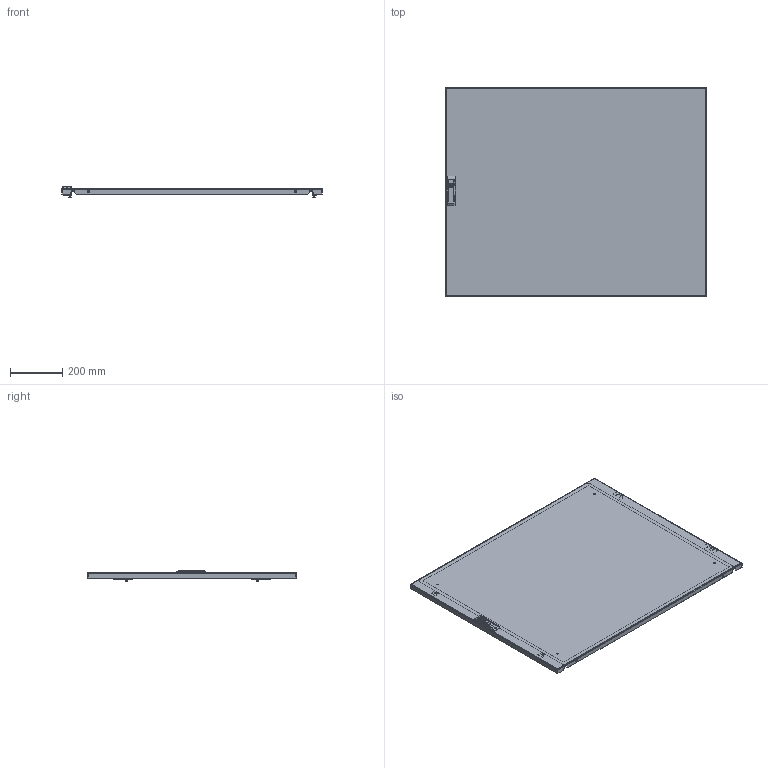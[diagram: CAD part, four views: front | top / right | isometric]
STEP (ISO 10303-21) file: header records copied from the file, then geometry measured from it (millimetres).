
FILE_DESCRIPTION (( 'STEP AP203' ), '1' );
FILE_NAME ('R5CPME10800.00.step', '2013-11-12T13:53:16', ( 'User' ), ( 'DKC' ), 'SwSTEP 2.0', 'SolidWorks 2012', '' );
FILE_SCHEMA (( 'CONFIG_CONTROL_DESIGN' ));
Products named in the file (25): AC00C387; A2200018_A2200018; AC00C390_AC00C390; AC00C368; AC00C358; BOX14; A1100004; AC00C388_AC00C388; A7100032_A7100032; AC00C389_AC00C389; AC00C504_AC00C505; A3100004_Dado M6 UNI 5588 znct; AC00C400; Guarnizione CPME_Guarnizione CPME 1000x800; QE02T237G; AC00C061_AC00C061; AC00C720; A5100043_A5100043; QE02C237_Piegato; R5CPME10800.00; AC00C180; AC00C254; A0200018; AC00C579; AC00C112
Assembly tree (46 placements, depth 3):
  R5CPME10800.00
    QE02T237G
      QE02C237_Piegato
      A5100043_A5100043  x6
      AC00C720  x2
      AC00C061_AC00C061  x2
    Guarnizione CPME_Guarnizione CPME 1000x800
    AC00C400  x2
    A3100004_Dado M6 UNI 5588 znct  x2
    BOX14
      AC00C504_AC00C505
      AC00C389_AC00C389
      A7100032_A7100032
      AC00C388_AC00C388
      A1100004
    AC00C358
    AC00C368
    AC00C390_AC00C390  x2
    A2200018_A2200018  x4
    AC00C387
    AC00C112  x4
    AC00C579  x2
    A0200018  x4
    AC00C254  x2
    AC00C180  x2
Bounding box: 994 x 796 x 40.5 mm (x, y, z)
Volume: 2074124.7 mm3; surface area: 1931251.5 mm2
Topology: 52 solids, 52 shells, 2244 faces, 5405 edges, 3285 vertices
Faces by surface type: plane 844, cylinder 771, cone 416, torus 128, bspline 69, sphere 16
Entity records: 41912 total; most frequent: CARTESIAN_POINT 9368, DIRECTION 6344, ORIENTED_EDGE 6022, EDGE_CURVE 3011, AXIS2_PLACEMENT_3D 2338, VERTEX_POINT 1900, VECTOR 1668, LINE 1668
